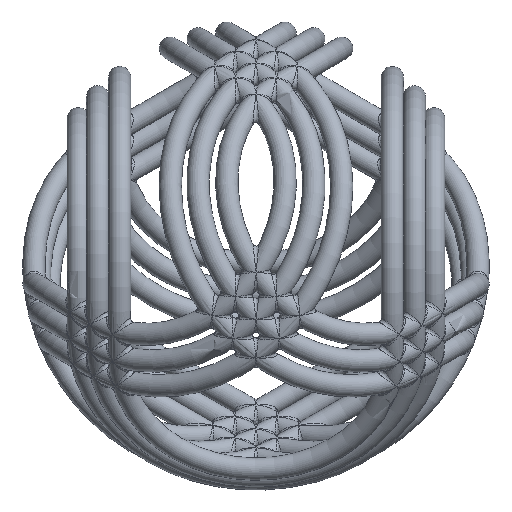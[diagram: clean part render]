
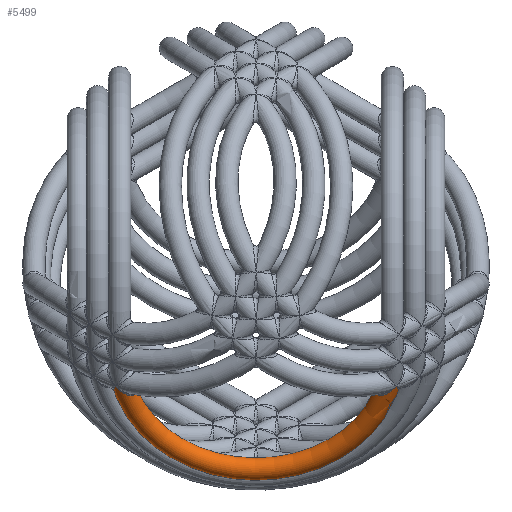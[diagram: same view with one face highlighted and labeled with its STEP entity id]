
A CAD part, isometric view. The second image highlights one B-rep face of the part: STEP entity #5499.
In plain terms, the highlighted toroidal (fillet/blend) face has major radius 121.752 mm and minor radius 10 mm.
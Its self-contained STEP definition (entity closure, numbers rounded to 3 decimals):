
#4810 = EDGE_CURVE('',#4811,#4813,#4815,.T.);
#4811 = VERTEX_POINT('',#4812);
#4812 = CARTESIAN_POINT('',(-206.375,-29.239,
    -25.582));
#4813 = VERTEX_POINT('',#4814);
#4814 = CARTESIAN_POINT('',(-186.72,-26.454,
    -23.146));
#4815 = B_SPLINE_CURVE_WITH_KNOTS('',3,(#4816,#4817,#4818,#4819,#4820,
    #4821,#4822,#4823,#4824,#4825,#4826,#4827,#4828,#4829,#4830,#4831,
    #4832,#4833,#4834,#4835,#4836),.UNSPECIFIED.,.F.,.F.,(4,2,1,1,1,1,1,
    1,1,1,1,1,1,1,1,2,4),(-0.002,0.,0.503,
    1.005,1.508,2.01,2.513,
    3.015,3.266,3.518,3.769,
    4.02,4.271,4.523,4.774,
    5.025,5.027),.UNSPECIFIED.);
#4816 = CARTESIAN_POINT('',(-206.375,-29.239,
    -25.582));
#4817 = CARTESIAN_POINT('',(-206.374,-29.244,
    -25.587));
#4818 = CARTESIAN_POINT('',(-206.372,-29.249,
    -25.592));
#4819 = CARTESIAN_POINT('',(-206.095,-30.299,
    -26.618));
#4820 = CARTESIAN_POINT('',(-205.273,-32.399,
    -28.642));
#4821 = CARTESIAN_POINT('',(-203.308,-35.34,
    -31.4));
#4822 = CARTESIAN_POINT('',(-200.569,-37.934,
    -33.774));
#4823 = CARTESIAN_POINT('',(-197.103,-39.852,
    -35.498));
#4824 = CARTESIAN_POINT('',(-193.026,-40.461,
    -36.068));
#4825 = CARTESIAN_POINT('',(-190.01,-39.253,
    -35.061));
#4826 = CARTESIAN_POINT('',(-188.34,-37.604,
    -33.632));
#4827 = CARTESIAN_POINT('',(-187.395,-36.161,
    -32.358));
#4828 = CARTESIAN_POINT('',(-186.755,-34.609,
    -30.96));
#4829 = CARTESIAN_POINT('',(-186.352,-32.982,
    -29.465));
#4830 = CARTESIAN_POINT('',(-186.168,-31.337,
    -27.921));
#4831 = CARTESIAN_POINT('',(-186.172,-29.696,
    -26.351));
#4832 = CARTESIAN_POINT('',(-186.35,-28.061,
    -24.753));
#4833 = CARTESIAN_POINT('',(-186.577,-26.994,
    -23.689));
#4834 = CARTESIAN_POINT('',(-186.718,-26.464,
    -23.155));
#4835 = CARTESIAN_POINT('',(-186.719,-26.459,
    -23.15));
#4836 = CARTESIAN_POINT('',(-186.72,-26.454,
    -23.146));
#5177 = EDGE_CURVE('',#4813,#4811,#5178,.T.);
#5178 = B_SPLINE_CURVE_WITH_KNOTS('',3,(#5179,#5180,#5181,#5182,#5183,
    #5184,#5185,#5186,#5187,#5188,#5189,#5190,#5191,#5192,#5193,#5194,
    #5195,#5196,#5197),.UNSPECIFIED.,.F.,.F.,(4,2,1,1,1,1,1,1,1,1,1,1,1,
    2,4),(-0.002,0.,0.481,0.963,
    1.444,1.926,2.166,2.407,
    2.648,2.888,3.37,3.851,
    4.333,4.814,4.816),.UNSPECIFIED.);
#5179 = CARTESIAN_POINT('',(-186.72,-26.454,
    -23.146));
#5180 = CARTESIAN_POINT('',(-186.72,-26.451,
    -23.151));
#5181 = CARTESIAN_POINT('',(-186.72,-26.448,
    -23.157));
#5182 = CARTESIAN_POINT('',(-186.666,-25.735,
    -24.413));
#5183 = CARTESIAN_POINT('',(-186.77,-24.349,
    -26.94));
#5184 = CARTESIAN_POINT('',(-187.646,-22.472,
    -30.64));
#5185 = CARTESIAN_POINT('',(-189.384,-20.928,
    -34.049));
#5186 = CARTESIAN_POINT('',(-191.688,-20.138,
    -36.287));
#5187 = CARTESIAN_POINT('',(-193.965,-19.981,
    -37.372));
#5188 = CARTESIAN_POINT('',(-195.796,-20.124,
    -37.761));
#5189 = CARTESIAN_POINT('',(-197.64,-20.524,
    -37.7));
#5190 = CARTESIAN_POINT('',(-199.984,-21.349,
    -37.066));
#5191 = CARTESIAN_POINT('',(-202.497,-22.795,
    -35.407));
#5192 = CARTESIAN_POINT('',(-204.658,-24.866,
    -32.552));
#5193 = CARTESIAN_POINT('',(-205.97,-27.049,
    -29.224));
#5194 = CARTESIAN_POINT('',(-206.323,-28.514,
    -26.817));
#5195 = CARTESIAN_POINT('',(-206.375,-29.232,
    -25.594));
#5196 = CARTESIAN_POINT('',(-206.375,-29.236,
    -25.588));
#5197 = CARTESIAN_POINT('',(-206.375,-29.239,
    -25.582));
#5499 = ADVANCED_FACE('',(#5500),#5569,.T.);
#5500 = FACE_BOUND('',#5501,.T.);
#5501 = EDGE_LOOP('',(#5502,#5503,#5518,#5543,#5567,#5568));
#5502 = ORIENTED_EDGE('',*,*,#4810,.F.);
#5503 = ORIENTED_EDGE('',*,*,#5504,.F.);
#5504 = EDGE_CURVE('',#5505,#4811,#5507,.T.);
#5505 = VERTEX_POINT('',#5506);
#5506 = CARTESIAN_POINT('',(-29.239,-206.375,
    -25.582));
#5507 = B_SPLINE_CURVE_WITH_KNOTS('',9,(#5508,#5509,#5510,#5511,#5512,
    #5513,#5514,#5515,#5516,#5517),.UNSPECIFIED.,.F.,.F.,(10,10),(
    -1.369,1.369),.PIECEWISE_BEZIER_KNOTS.);
#5508 = CARTESIAN_POINT('',(-29.239,-206.375,
    -25.582));
#5509 = CARTESIAN_POINT('',(-34.743,-200.871,
    -63.696));
#5510 = CARTESIAN_POINT('',(-49.474,-186.14,-99.146)
  );
#5511 = CARTESIAN_POINT('',(-72.693,-162.92,
    -126.825));
#5512 = CARTESIAN_POINT('',(-102.017,-133.597,
    -142.108));
#5513 = CARTESIAN_POINT('',(-133.597,-102.017,
    -142.108));
#5514 = CARTESIAN_POINT('',(-162.92,-72.693,
    -126.825));
#5515 = CARTESIAN_POINT('',(-186.14,-49.474,
    -99.146));
#5516 = CARTESIAN_POINT('',(-200.871,-34.743,
    -63.696));
#5517 = CARTESIAN_POINT('',(-206.375,-29.239,
    -25.582));
#5518 = ORIENTED_EDGE('',*,*,#5519,.F.);
#5519 = EDGE_CURVE('',#5520,#5505,#5522,.T.);
#5520 = VERTEX_POINT('',#5521);
#5521 = CARTESIAN_POINT('',(-26.454,-186.72,
    -23.146));
#5522 = B_SPLINE_CURVE_WITH_KNOTS('',3,(#5523,#5524,#5525,#5526,#5527,
    #5528,#5529,#5530,#5531,#5532,#5533,#5534,#5535,#5536,#5537,#5538,
    #5539,#5540,#5541,#5542),.UNSPECIFIED.,.F.,.F.,(4,2,1,1,1,1,1,1,1,1,
    1,1,1,1,2,4),(-0.002,0.,0.503,1.005,
    1.508,2.01,2.261,2.513,
    2.764,3.015,3.518,3.769,
    4.02,4.523,5.025,5.027),
  .UNSPECIFIED.);
#5523 = CARTESIAN_POINT('',(-26.454,-186.72,
    -23.146));
#5524 = CARTESIAN_POINT('',(-26.459,-186.719,
    -23.15));
#5525 = CARTESIAN_POINT('',(-26.464,-186.718,
    -23.155));
#5526 = CARTESIAN_POINT('',(-27.519,-186.438,
    -24.218));
#5527 = CARTESIAN_POINT('',(-29.686,-186.086,
    -26.357));
#5528 = CARTESIAN_POINT('',(-32.995,-186.251,
    -29.492));
#5529 = CARTESIAN_POINT('',(-36.217,-187.252,
    -32.421));
#5530 = CARTESIAN_POINT('',(-38.531,-189.062,
    -34.441));
#5531 = CARTESIAN_POINT('',(-39.745,-191.206,
    -35.472));
#5532 = CARTESIAN_POINT('',(-40.198,-193.083,
    -35.841));
#5533 = CARTESIAN_POINT('',(-40.159,-195.07,
    -35.786));
#5534 = CARTESIAN_POINT('',(-39.53,-197.67,
    -35.209));
#5535 = CARTESIAN_POINT('',(-38.252,-199.995,
    -34.06));
#5536 = CARTESIAN_POINT('',(-36.64,-201.936,
    -32.59));
#5537 = CARTESIAN_POINT('',(-34.848,-203.635,
    -30.939));
#5538 = CARTESIAN_POINT('',(-32.4,-205.273,
    -28.644));
#5539 = CARTESIAN_POINT('',(-30.298,-206.096,
    -26.618));
#5540 = CARTESIAN_POINT('',(-29.249,-206.372,
    -25.592));
#5541 = CARTESIAN_POINT('',(-29.244,-206.374,
    -25.587));
#5542 = CARTESIAN_POINT('',(-29.239,-206.375,
    -25.582));
#5543 = ORIENTED_EDGE('',*,*,#5544,.F.);
#5544 = EDGE_CURVE('',#5505,#5520,#5545,.T.);
#5545 = B_SPLINE_CURVE_WITH_KNOTS('',3,(#5546,#5547,#5548,#5549,#5550,
    #5551,#5552,#5553,#5554,#5555,#5556,#5557,#5558,#5559,#5560,#5561,
    #5562,#5563,#5564,#5565,#5566),.UNSPECIFIED.,.F.,.F.,(4,2,1,1,1,1,1,
    1,1,1,1,1,1,1,1,2,4),(-0.002,0.,0.481,
    0.963,1.444,1.926,2.407,
    2.888,3.129,3.37,3.611,
    3.851,4.092,4.333,4.573,
    4.814,4.816),.UNSPECIFIED.);
#5546 = CARTESIAN_POINT('',(-29.239,-206.375,
    -25.582));
#5547 = CARTESIAN_POINT('',(-29.236,-206.375,
    -25.588));
#5548 = CARTESIAN_POINT('',(-29.232,-206.375,
    -25.594));
#5549 = CARTESIAN_POINT('',(-28.514,-206.324,
    -26.817));
#5550 = CARTESIAN_POINT('',(-27.05,-205.97,
    -29.224));
#5551 = CARTESIAN_POINT('',(-24.866,-204.66,
    -32.553));
#5552 = CARTESIAN_POINT('',(-22.795,-202.495,
    -35.406));
#5553 = CARTESIAN_POINT('',(-21.058,-199.487,
    -37.402));
#5554 = CARTESIAN_POINT('',(-19.991,-195.787,
    -37.993));
#5555 = CARTESIAN_POINT('',(-19.977,-192.755,
    -36.953));
#5556 = CARTESIAN_POINT('',(-20.456,-190.762,
    -35.387));
#5557 = CARTESIAN_POINT('',(-21.,-189.517,
    -33.965));
#5558 = CARTESIAN_POINT('',(-21.704,-188.512,
    -32.338));
#5559 = CARTESIAN_POINT('',(-22.512,-187.755,
    -30.609));
#5560 = CARTESIAN_POINT('',(-23.412,-187.207,
    -28.788));
#5561 = CARTESIAN_POINT('',(-24.374,-186.86,
    -26.93));
#5562 = CARTESIAN_POINT('',(-25.387,-186.692,
    -25.046));
#5563 = CARTESIAN_POINT('',(-26.09,-186.693,
    -23.787));
#5564 = CARTESIAN_POINT('',(-26.448,-186.72,
    -23.157));
#5565 = CARTESIAN_POINT('',(-26.451,-186.72,
    -23.151));
#5566 = CARTESIAN_POINT('',(-26.454,-186.72,
    -23.146));
#5567 = ORIENTED_EDGE('',*,*,#5504,.T.);
#5568 = ORIENTED_EDGE('',*,*,#5177,.F.);
#5569 = TOROIDAL_SURFACE('',#5570,121.752,10.);
#5570 = AXIS2_PLACEMENT_3D('',#5571,#5572,#5573);
#5571 = CARTESIAN_POINT('',(-112.197,-112.197,0.));
#5572 = DIRECTION('',(0.707,0.707,0.));
#5573 = DIRECTION('',(0.,0.,-1.));
